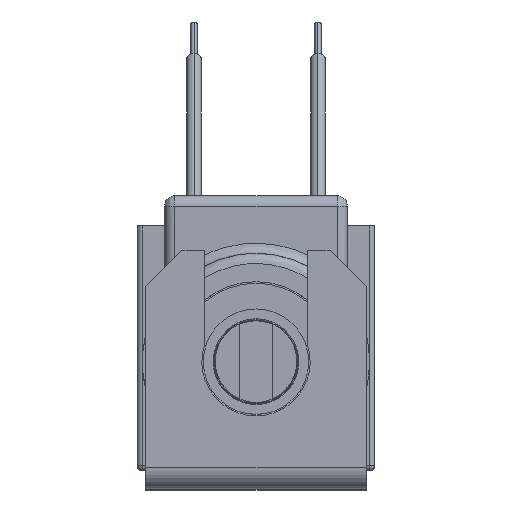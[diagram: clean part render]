
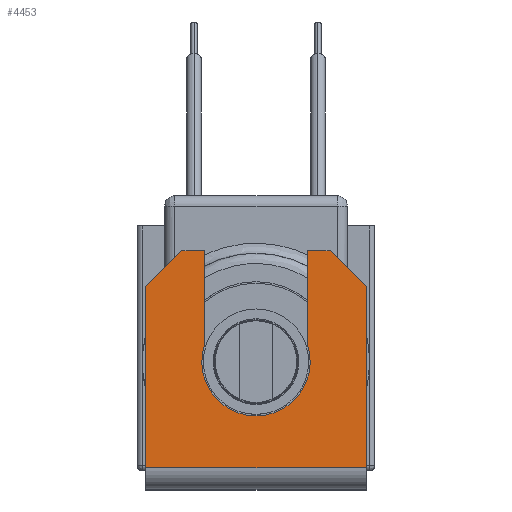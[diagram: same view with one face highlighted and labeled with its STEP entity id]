
A CAD part, top view. The second image highlights one B-rep face of the part: STEP entity #4453.
In plain terms, the highlighted face is planar.
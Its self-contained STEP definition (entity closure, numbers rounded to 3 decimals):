
#7 = ORIENTED_EDGE ( 'NONE', *, *, #2586, .F. ) ;
#8 = ORIENTED_EDGE ( 'NONE', *, *, #4412, .F. ) ;
#109 = ORIENTED_EDGE ( 'NONE', *, *, #2626, .F. ) ;
#174 = VERTEX_POINT ( 'NONE', #3793 ) ;
#175 = ORIENTED_EDGE ( 'NONE', *, *, #176, .T. ) ;
#176 = EDGE_CURVE ( 'NONE', #174, #4437, #3859, .T. ) ;
#188 = ORIENTED_EDGE ( 'NONE', *, *, #4440, .F. ) ;
#189 = ORIENTED_EDGE ( 'NONE', *, *, #4461, .F. ) ;
#2178 = VERTEX_POINT ( 'NONE', #9049 ) ;
#2586 = EDGE_CURVE ( 'NONE', #2606, #2624, #9734, .T. ) ;
#2606 = VERTEX_POINT ( 'NONE', #9770 ) ;
#2624 = VERTEX_POINT ( 'NONE', #9804 ) ;
#2626 = EDGE_CURVE ( 'NONE', #2624, #2627, #9803, .T. ) ;
#2627 = VERTEX_POINT ( 'NONE', #9799 ) ;
#3793 = CARTESIAN_POINT ( 'NONE',  ( -21.97, -10.25, 21.34 ) ) ;
#3856 = DIRECTION ( 'NONE',  ( 0., 1., 0. ) ) ;
#3857 = VECTOR ( 'NONE', #3856, 1000. ) ;
#3858 = CARTESIAN_POINT ( 'NONE',  ( -21.97, -10.25, 21.34 ) ) ;
#3859 = LINE ( 'NONE', #3858, #3857 ) ;
#4410 = EDGE_CURVE ( 'NONE', #4425, #2178, #11436, .T. ) ;
#4411 = VERTEX_POINT ( 'NONE', #11432 ) ;
#4412 = EDGE_CURVE ( 'NONE', #2178, #2606, #11431, .T. ) ;
#4425 = VERTEX_POINT ( 'NONE', #11469 ) ;
#4429 = VERTEX_POINT ( 'NONE', #11457 ) ;
#4437 = VERTEX_POINT ( 'NONE', #11509 ) ;
#4440 = EDGE_CURVE ( 'NONE', #4429, #4437, #11508, .T. ) ;
#4442 = EDGE_CURVE ( 'NONE', #4411, #4425, #11504, .T. ) ;
#4453 = ADVANCED_FACE ( 'NONE', ( #11545 ), #11544, .F. ) ;
#4454 = EDGE_LOOP ( 'NONE', ( #188, #189, #109, #7, #8, #4481, #4476, #4477, #4480, #175 ) ) ;
#4461 = EDGE_CURVE ( 'NONE', #2627, #4429, #11535, .T. ) ;
#4475 = EDGE_CURVE ( 'NONE', #174, #4479, #11566, .T. ) ;
#4476 = ORIENTED_EDGE ( 'NONE', *, *, #4442, .F. ) ;
#4477 = ORIENTED_EDGE ( 'NONE', *, *, #4478, .F. ) ;
#4478 = EDGE_CURVE ( 'NONE', #4479, #4411, #11562, .T. ) ;
#4479 = VERTEX_POINT ( 'NONE', #11558 ) ;
#4480 = ORIENTED_EDGE ( 'NONE', *, *, #4475, .F. ) ;
#4481 = ORIENTED_EDGE ( 'NONE', *, *, #4410, .F. ) ;
#9049 = CARTESIAN_POINT ( 'NONE',  ( -21.97, 10.75, 5.67 ) ) ;
#9730 = DIRECTION ( 'NONE',  ( 0., 1., 0. ) ) ;
#9731 = DIRECTION ( 'NONE',  ( -1., 0., 0. ) ) ;
#9732 = CARTESIAN_POINT ( 'NONE',  ( -21.97, 0., 10.67 ) ) ;
#9733 = AXIS2_PLACEMENT_3D ( 'NONE', #9732, #9731, #9730 ) ;
#9734 = CIRCLE ( 'NONE', #9733, 5.25 ) ;
#9770 = CARTESIAN_POINT ( 'NONE',  ( -21.97, 1.601, 5.67 ) ) ;
#9799 = CARTESIAN_POINT ( 'NONE',  ( -21.97, 10.75, 15.67 ) ) ;
#9800 = DIRECTION ( 'NONE',  ( 0., 1., 0. ) ) ;
#9801 = VECTOR ( 'NONE', #9800, 1000. ) ;
#9802 = CARTESIAN_POINT ( 'NONE',  ( -21.97, 10.75, 15.67 ) ) ;
#9803 = LINE ( 'NONE', #9802, #9801 ) ;
#9804 = CARTESIAN_POINT ( 'NONE',  ( -21.97, 1.601, 15.67 ) ) ;
#11428 = DIRECTION ( 'NONE',  ( 0., -1., 0. ) ) ;
#11429 = VECTOR ( 'NONE', #11428, 1000. ) ;
#11430 = CARTESIAN_POINT ( 'NONE',  ( -21.97, 10.75, 5.67 ) ) ;
#11431 = LINE ( 'NONE', #11430, #11429 ) ;
#11432 = CARTESIAN_POINT ( 'NONE',  ( -21.97, 7.25, 0. ) ) ;
#11433 = DIRECTION ( 'NONE',  ( 0., 0., 1. ) ) ;
#11434 = VECTOR ( 'NONE', #11433, 1000. ) ;
#11435 = CARTESIAN_POINT ( 'NONE',  ( -21.97, 10.75, 21.34 ) ) ;
#11436 = LINE ( 'NONE', #11435, #11434 ) ;
#11457 = CARTESIAN_POINT ( 'NONE',  ( -21.97, 10.75, 17.84 ) ) ;
#11469 = CARTESIAN_POINT ( 'NONE',  ( -21.97, 10.75, 3.5 ) ) ;
#11501 = DIRECTION ( 'NONE',  ( 0., 0.707, 0.707 ) ) ;
#11502 = VECTOR ( 'NONE', #11501, 1000. ) ;
#11503 = CARTESIAN_POINT ( 'NONE',  ( -21.97, 7.25, 0. ) ) ;
#11504 = LINE ( 'NONE', #11503, #11502 ) ;
#11505 = DIRECTION ( 'NONE',  ( 0., -0.707, 0.707 ) ) ;
#11506 = VECTOR ( 'NONE', #11505, 1000. ) ;
#11507 = CARTESIAN_POINT ( 'NONE',  ( -21.97, 10.75, 17.84 ) ) ;
#11508 = LINE ( 'NONE', #11507, #11506 ) ;
#11509 = CARTESIAN_POINT ( 'NONE',  ( -21.97, 7.25, 21.34 ) ) ;
#11532 = DIRECTION ( 'NONE',  ( 0., 0., 1. ) ) ;
#11533 = VECTOR ( 'NONE', #11532, 1000. ) ;
#11534 = CARTESIAN_POINT ( 'NONE',  ( -21.97, 10.75, 21.34 ) ) ;
#11535 = LINE ( 'NONE', #11534, #11533 ) ;
#11540 = DIRECTION ( 'NONE',  ( 0., 0., -1. ) ) ;
#11541 = DIRECTION ( 'NONE',  ( 1., 0., 0. ) ) ;
#11542 = CARTESIAN_POINT ( 'NONE',  ( -21.97, 10.75, 21.34 ) ) ;
#11543 = AXIS2_PLACEMENT_3D ( 'NONE', #11542, #11541, #11540 ) ;
#11544 = PLANE ( 'NONE',  #11543 ) ;
#11545 = FACE_OUTER_BOUND ( 'NONE', #4454, .T. ) ;
#11558 = CARTESIAN_POINT ( 'NONE',  ( -21.97, -10.25, 0. ) ) ;
#11559 = DIRECTION ( 'NONE',  ( 0., 1., 0. ) ) ;
#11560 = VECTOR ( 'NONE', #11559, 1000. ) ;
#11561 = CARTESIAN_POINT ( 'NONE',  ( -21.97, -10.25, 0. ) ) ;
#11562 = LINE ( 'NONE', #11561, #11560 ) ;
#11563 = DIRECTION ( 'NONE',  ( 0., 0., -1. ) ) ;
#11564 = VECTOR ( 'NONE', #11563, 1000. ) ;
#11565 = CARTESIAN_POINT ( 'NONE',  ( -21.97, -10.25, 21.34 ) ) ;
#11566 = LINE ( 'NONE', #11565, #11564 ) ;
